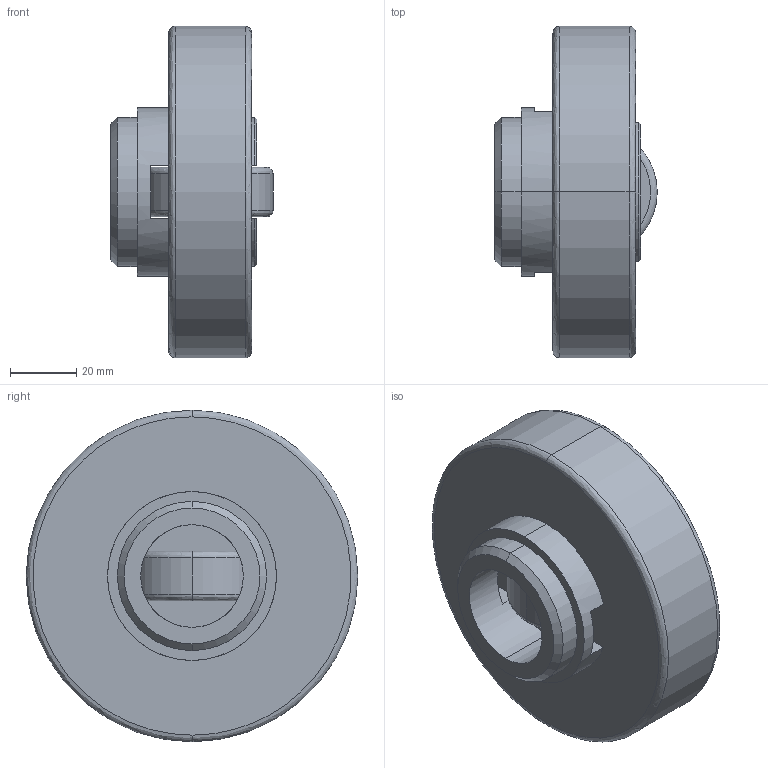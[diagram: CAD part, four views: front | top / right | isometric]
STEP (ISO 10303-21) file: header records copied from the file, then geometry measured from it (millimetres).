
FILE_DESCRIPTION (( 'STEP AP214' ), '1' );
FILE_NAME ('PAS-100.0200-Rollco.step', '2023-04-28T07:44:40', ( '' ), ( '' ), 'SwSTEP 2.0', 'SolidWorks 2010', '' );
FILE_SCHEMA (( 'AUTOMOTIVE_DESIGN' ));
Length unit declared in the file: millimetre
Products named in the file (1): PAS-100.0200-Rollco
Bounding box: 49 x 100 x 100 mm (x, y, z)
Volume: 218348.4 mm3; surface area: 28692.8 mm2
Topology: 1 solids, 1 shells, 52 faces, 130 edges, 84 vertices
Faces by surface type: plane 20, cylinder 17, bspline 10, cone 5
Entity records: 2095 total; most frequent: CARTESIAN_POINT 619, ORIENTED_EDGE 260, DIRECTION 248, EDGE_CURVE 130, AXIS2_PLACEMENT_3D 97, VERTEX_POINT 84, EDGE_LOOP 60, LINE 54
